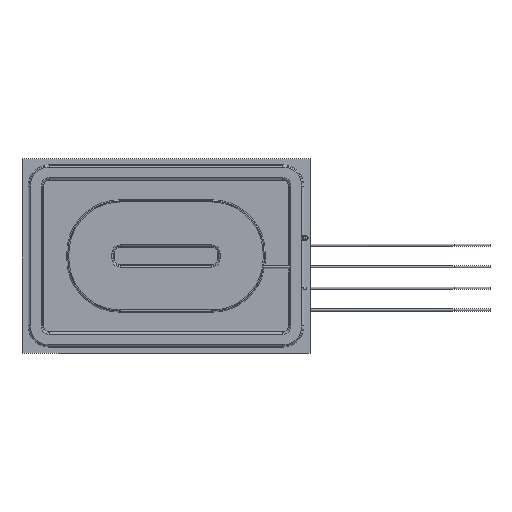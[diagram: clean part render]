
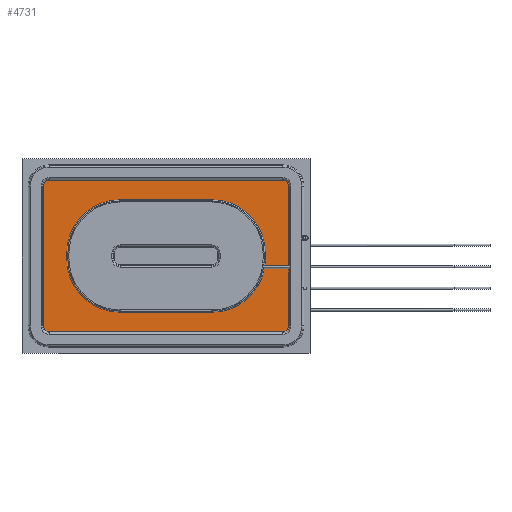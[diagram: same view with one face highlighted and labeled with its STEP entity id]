
A CAD part, top view. The second image highlights one B-rep face of the part: STEP entity #4731.
In plain terms, the highlighted planar face has unit normal (0, 0, 1).
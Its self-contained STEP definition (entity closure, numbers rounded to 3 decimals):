
#347=CIRCLE('',#5717,0.84);
#348=CIRCLE('',#5718,0.84);
#349=CIRCLE('',#5719,0.84);
#350=CIRCLE('',#5720,0.84);
#351=CIRCLE('',#5721,7.42);
#352=CIRCLE('',#5722,7.42);
#353=CIRCLE('',#5723,7.42);
#354=CIRCLE('',#5724,7.42);
#355=CIRCLE('',#5725,7.42);
#1243=ORIENTED_EDGE('',*,*,#2395,.T.);
#1244=ORIENTED_EDGE('',*,*,#2396,.T.);
#1245=ORIENTED_EDGE('',*,*,#2397,.T.);
#1246=ORIENTED_EDGE('',*,*,#2398,.T.);
#1247=ORIENTED_EDGE('',*,*,#2399,.T.);
#1248=ORIENTED_EDGE('',*,*,#2400,.T.);
#1249=ORIENTED_EDGE('',*,*,#2401,.T.);
#1250=ORIENTED_EDGE('',*,*,#2402,.T.);
#1251=ORIENTED_EDGE('',*,*,#2403,.T.);
#1252=ORIENTED_EDGE('',*,*,#2404,.T.);
#1253=ORIENTED_EDGE('',*,*,#2405,.T.);
#1254=ORIENTED_EDGE('',*,*,#2406,.T.);
#1255=ORIENTED_EDGE('',*,*,#2407,.T.);
#1256=ORIENTED_EDGE('',*,*,#2408,.T.);
#1257=ORIENTED_EDGE('',*,*,#2409,.T.);
#1258=ORIENTED_EDGE('',*,*,#2410,.T.);
#1259=ORIENTED_EDGE('',*,*,#2411,.T.);
#1260=ORIENTED_EDGE('',*,*,#2412,.T.);
#1261=ORIENTED_EDGE('',*,*,#2413,.T.);
#1262=ORIENTED_EDGE('',*,*,#2414,.T.);
#2395=EDGE_CURVE('',#3011,#3012,#3430,.T.);
#2396=EDGE_CURVE('',#3012,#3013,#3431,.F.);
#2397=EDGE_CURVE('',#3013,#3014,#347,.F.);
#2398=EDGE_CURVE('',#3014,#3015,#3432,.F.);
#2399=EDGE_CURVE('',#3015,#3016,#348,.F.);
#2400=EDGE_CURVE('',#3016,#3017,#3433,.F.);
#2401=EDGE_CURVE('',#3017,#3018,#349,.F.);
#2402=EDGE_CURVE('',#3018,#3019,#3434,.F.);
#2403=EDGE_CURVE('',#3019,#3020,#350,.F.);
#2404=EDGE_CURVE('',#3020,#3021,#3435,.F.);
#2405=EDGE_CURVE('',#3021,#3022,#3436,.T.);
#2406=EDGE_CURVE('',#3022,#3023,#351,.T.);
#2407=EDGE_CURVE('',#3023,#3024,#3437,.F.);
#2408=EDGE_CURVE('',#3024,#3025,#352,.T.);
#2409=EDGE_CURVE('',#3025,#3026,#3438,.F.);
#2410=EDGE_CURVE('',#3026,#3027,#353,.T.);
#2411=EDGE_CURVE('',#3027,#3028,#3439,.F.);
#2412=EDGE_CURVE('',#3028,#3029,#354,.T.);
#2413=EDGE_CURVE('',#3029,#3030,#3440,.F.);
#2414=EDGE_CURVE('',#3030,#3011,#355,.T.);
#3011=VERTEX_POINT('',#8612);
#3012=VERTEX_POINT('',#8613);
#3013=VERTEX_POINT('',#8615);
#3014=VERTEX_POINT('',#8617);
#3015=VERTEX_POINT('',#8619);
#3016=VERTEX_POINT('',#8621);
#3017=VERTEX_POINT('',#8623);
#3018=VERTEX_POINT('',#8625);
#3019=VERTEX_POINT('',#8627);
#3020=VERTEX_POINT('',#8629);
#3021=VERTEX_POINT('',#8631);
#3022=VERTEX_POINT('',#8633);
#3023=VERTEX_POINT('',#8635);
#3024=VERTEX_POINT('',#8637);
#3025=VERTEX_POINT('',#8639);
#3026=VERTEX_POINT('',#8641);
#3027=VERTEX_POINT('',#8643);
#3028=VERTEX_POINT('',#8645);
#3029=VERTEX_POINT('',#8647);
#3030=VERTEX_POINT('',#8649);
#3430=LINE('',#8611,#3749);
#3431=LINE('',#8614,#3750);
#3432=LINE('',#8618,#3751);
#3433=LINE('',#8622,#3752);
#3434=LINE('',#8626,#3753);
#3435=LINE('',#8630,#3754);
#3436=LINE('',#8632,#3755);
#3437=LINE('',#8636,#3756);
#3438=LINE('',#8640,#3757);
#3439=LINE('',#8644,#3758);
#3440=LINE('',#8648,#3759);
#3749=VECTOR('',#6812,1000.);
#3750=VECTOR('',#6813,1000.);
#3751=VECTOR('',#6816,1000.);
#3752=VECTOR('',#6819,1000.);
#3753=VECTOR('',#6822,1000.);
#3754=VECTOR('',#6825,1000.);
#3755=VECTOR('',#6826,1000.);
#3756=VECTOR('',#6829,1000.);
#3757=VECTOR('',#6832,1000.);
#3758=VECTOR('',#6835,1000.);
#3759=VECTOR('',#6838,1000.);
#3980=EDGE_LOOP('',(#1243,#1244,#1245,#1246,#1247,#1248,#1249,#1250,#1251,
#1252,#1253,#1254,#1255,#1256,#1257,#1258,#1259,#1260,#1261,#1262));
#4315=FACE_BOUND('',#3980,.T.);
#4606=PLANE('',#5716);
#4731=ADVANCED_FACE('',(#4315),#4606,.F.);
#5716=AXIS2_PLACEMENT_3D('',#8610,#6810,#6811);
#5717=AXIS2_PLACEMENT_3D('',#8616,#6814,#6815);
#5718=AXIS2_PLACEMENT_3D('',#8620,#6817,#6818);
#5719=AXIS2_PLACEMENT_3D('',#8624,#6820,#6821);
#5720=AXIS2_PLACEMENT_3D('',#8628,#6823,#6824);
#5721=AXIS2_PLACEMENT_3D('',#8634,#6827,#6828);
#5722=AXIS2_PLACEMENT_3D('',#8638,#6830,#6831);
#5723=AXIS2_PLACEMENT_3D('',#8642,#6833,#6834);
#5724=AXIS2_PLACEMENT_3D('',#8646,#6836,#6837);
#5725=AXIS2_PLACEMENT_3D('',#8650,#6839,#6840);
#6810=DIRECTION('',(0.,0.,-1.));
#6811=DIRECTION('',(-1.,0.,0.));
#6812=DIRECTION('',(1.,0.,0.));
#6813=DIRECTION('',(0.,-1.,0.));
#6814=DIRECTION('',(0.,0.,-1.));
#6815=DIRECTION('',(-1.,0.,0.));
#6816=DIRECTION('',(1.,0.,0.));
#6817=DIRECTION('',(0.,0.,-1.));
#6818=DIRECTION('',(-1.,0.,0.));
#6819=DIRECTION('',(0.,1.,0.));
#6820=DIRECTION('',(0.,0.,-1.));
#6821=DIRECTION('',(-1.,0.,0.));
#6822=DIRECTION('',(-1.,0.,0.));
#6823=DIRECTION('',(0.,0.,-1.));
#6824=DIRECTION('',(-1.,0.,0.));
#6825=DIRECTION('',(0.,-1.,0.));
#6826=DIRECTION('',(-1.,0.,0.));
#6827=DIRECTION('',(0.,0.,-1.));
#6828=DIRECTION('',(-1.,0.,0.));
#6829=DIRECTION('',(1.,0.,0.));
#6830=DIRECTION('',(0.,0.,-1.));
#6831=DIRECTION('',(-1.,0.,0.));
#6832=DIRECTION('',(0.,-1.,0.));
#6833=DIRECTION('',(0.,0.,-1.));
#6834=DIRECTION('',(-1.,0.,0.));
#6835=DIRECTION('',(-1.,0.,0.));
#6836=DIRECTION('',(0.,0.,-1.));
#6837=DIRECTION('',(-1.,0.,0.));
#6838=DIRECTION('',(0.,1.,0.));
#6839=DIRECTION('',(0.,0.,-1.));
#6840=DIRECTION('',(-1.,0.,0.));
#8610=CARTESIAN_POINT('',(0.,0.,0.01));
#8611=CARTESIAN_POINT('',(0.,-1.34,0.01));
#8612=CARTESIAN_POINT('',(13.724,-1.34,0.01));
#8613=CARTESIAN_POINT('',(17.05,-1.34,0.01));
#8614=CARTESIAN_POINT('',(17.05,0.,0.01));
#8615=CARTESIAN_POINT('',(17.05,9.71,0.01));
#8616=CARTESIAN_POINT('',(16.21,9.71,0.01));
#8617=CARTESIAN_POINT('',(16.21,10.55,0.01));
#8618=CARTESIAN_POINT('',(0.,10.55,0.01));
#8619=CARTESIAN_POINT('',(-16.21,10.55,0.01));
#8620=CARTESIAN_POINT('',(-16.21,9.71,0.01));
#8621=CARTESIAN_POINT('',(-17.05,9.71,0.01));
#8622=CARTESIAN_POINT('',(-17.05,0.,0.01));
#8623=CARTESIAN_POINT('',(-17.05,-9.71,0.01));
#8624=CARTESIAN_POINT('',(-16.21,-9.71,0.01));
#8625=CARTESIAN_POINT('',(-16.21,-10.55,0.01));
#8626=CARTESIAN_POINT('',(0.,-10.55,0.01));
#8627=CARTESIAN_POINT('',(16.21,-10.55,0.01));
#8628=CARTESIAN_POINT('',(16.21,-9.71,0.01));
#8629=CARTESIAN_POINT('',(17.05,-9.71,0.01));
#8630=CARTESIAN_POINT('',(17.05,0.,0.01));
#8631=CARTESIAN_POINT('',(17.05,-1.66,0.01));
#8632=CARTESIAN_POINT('',(0.,-1.66,0.01));
#8633=CARTESIAN_POINT('',(13.675,-1.66,0.01));
#8634=CARTESIAN_POINT('',(6.365,-0.39,0.01));
#8635=CARTESIAN_POINT('',(6.365,-7.81,0.01));
#8636=CARTESIAN_POINT('',(0.,-7.81,0.01));
#8637=CARTESIAN_POINT('',(-6.365,-7.81,0.01));
#8638=CARTESIAN_POINT('',(-6.365,-0.39,0.01));
#8639=CARTESIAN_POINT('',(-13.785,-0.39,0.01));
#8640=CARTESIAN_POINT('',(-13.785,0.,0.01));
#8641=CARTESIAN_POINT('',(-13.785,0.39,0.01));
#8642=CARTESIAN_POINT('',(-6.365,0.39,0.01));
#8643=CARTESIAN_POINT('',(-6.365,7.81,0.01));
#8644=CARTESIAN_POINT('',(0.,7.81,0.01));
#8645=CARTESIAN_POINT('',(6.365,7.81,0.01));
#8646=CARTESIAN_POINT('',(6.365,0.39,0.01));
#8647=CARTESIAN_POINT('',(13.785,0.39,0.01));
#8648=CARTESIAN_POINT('',(13.785,0.,0.01));
#8649=CARTESIAN_POINT('',(13.785,-0.39,0.01));
#8650=CARTESIAN_POINT('',(6.365,-0.39,0.01));
